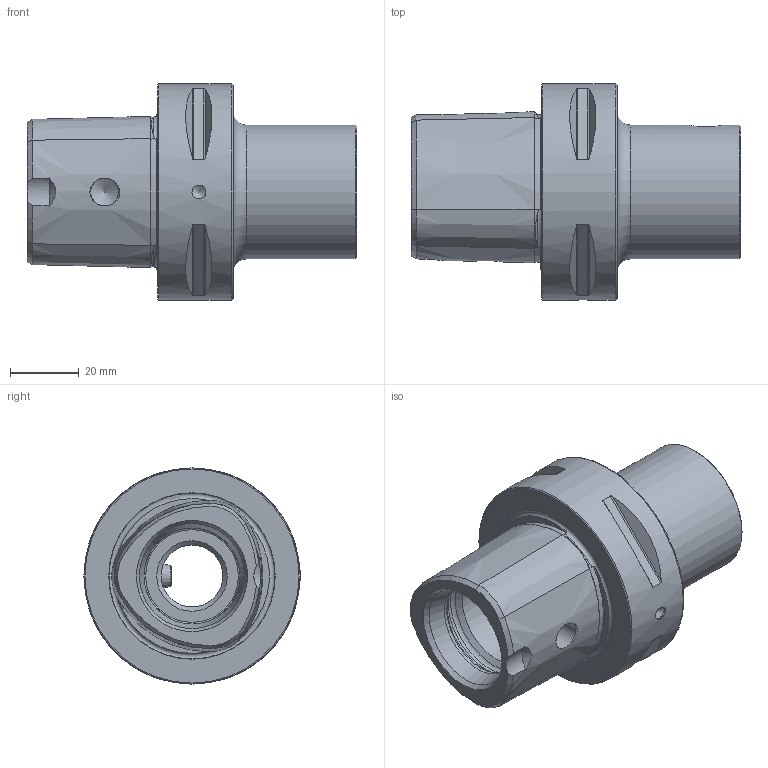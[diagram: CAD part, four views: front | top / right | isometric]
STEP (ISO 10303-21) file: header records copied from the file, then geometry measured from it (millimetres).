
FILE_DESCRIPTION (( 'STEP AP214' ), '1' );
FILE_NAME ('PS6.ST4.K01.058.STEP', '2020-04-15T11:37:21', ( '' ), ( '' ), 'SwSTEP 2.0', 'SolidWorks 2017', '' );
FILE_SCHEMA (( 'AUTOMOTIVE_DESIGN' ));
Length unit declared in the file: millimetre
Products named in the file (4): DIN 3771 - 19x2; PS6.ST4.K01.058; ST4-ER1.001.011_A; PS6-ST4.K01.058_B
Assembly tree (3 placements, depth 2):
  PS6.ST4.K01.058
    PS6-ST4.K01.058_B
    DIN 3771 - 19x2
    ST4-ER1.001.011_A
Bounding box: 96 x 63 x 63 mm (x, y, z)
Volume: 125167 mm3; surface area: 27325.9 mm2
Topology: 3 solids, 3 shells, 131 faces, 319 edges, 196 vertices
Faces by surface type: plane 43, cone 40, cylinder 25, torus 21, bspline 2
Full cylindrical faces by diameter (mm): 4 x2, 7.25 x1, 8 x1, 8.1 x2, 18 x1, 22 x1, 23 x1, 28 x2, 32 x1, 39 x1, 63 x1
Entity records: 4530 total; most frequent: CARTESIAN_POINT 1664, DIRECTION 550, ORIENTED_EDGE 514, EDGE_CURVE 257, AXIS2_PLACEMENT_3D 236, EDGE_LOOP 182, VERTEX_POINT 177, FACE_OUTER_BOUND 153
